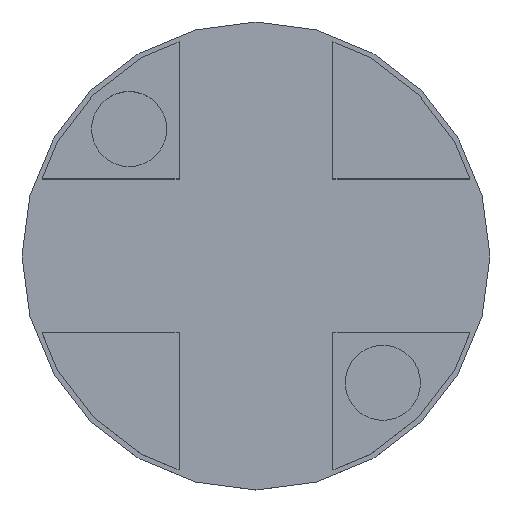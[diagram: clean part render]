
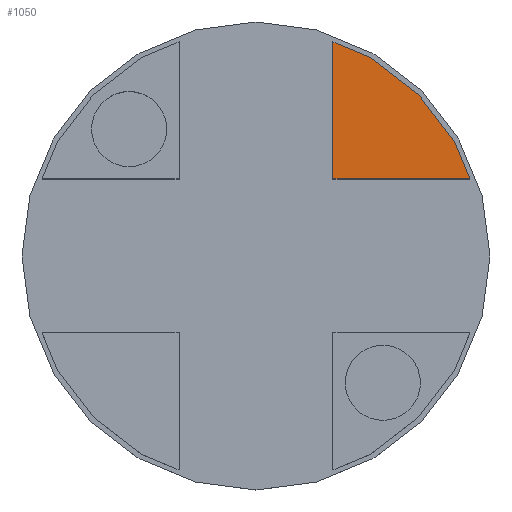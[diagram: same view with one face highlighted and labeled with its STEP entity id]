
A CAD part, top view. The second image highlights one B-rep face of the part: STEP entity #1050.
In plain terms, the highlighted planar face has unit normal (0, 0, 1).
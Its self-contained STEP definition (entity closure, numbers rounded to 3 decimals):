
#30=FACE_OUTER_BOUND('',#88,.T.);
#88=EDGE_LOOP('',(#703,#704,#705,#706,#707,#708));
#149=LINE('',#1457,#295);
#160=LINE('',#1480,#306);
#161=LINE('',#1482,#307);
#162=LINE('',#1484,#308);
#163=LINE('',#1486,#309);
#164=LINE('',#1487,#310);
#295=VECTOR('',#1185,10.);
#306=VECTOR('',#1202,10.);
#307=VECTOR('',#1203,10.);
#308=VECTOR('',#1204,10.);
#309=VECTOR('',#1205,10.);
#310=VECTOR('',#1206,10.);
#441=VERTEX_POINT('',#1455);
#442=VERTEX_POINT('',#1456);
#451=VERTEX_POINT('',#1479);
#452=VERTEX_POINT('',#1481);
#453=VERTEX_POINT('',#1483);
#454=VERTEX_POINT('',#1485);
#541=EDGE_CURVE('',#441,#442,#149,.T.);
#552=EDGE_CURVE('',#442,#451,#160,.T.);
#553=EDGE_CURVE('',#451,#452,#161,.T.);
#554=EDGE_CURVE('',#452,#453,#162,.T.);
#555=EDGE_CURVE('',#453,#454,#163,.T.);
#556=EDGE_CURVE('',#454,#441,#164,.T.);
#703=ORIENTED_EDGE('',*,*,#541,.T.);
#704=ORIENTED_EDGE('',*,*,#552,.T.);
#705=ORIENTED_EDGE('',*,*,#553,.T.);
#706=ORIENTED_EDGE('',*,*,#554,.T.);
#707=ORIENTED_EDGE('',*,*,#555,.T.);
#708=ORIENTED_EDGE('',*,*,#556,.T.);
#994=PLANE('',#1122);
#1050=ADVANCED_FACE('',(#30),#994,.T.);
#1122=AXIS2_PLACEMENT_3D('',#1478,#1200,#1201);
#1185=DIRECTION('',(1.,0.,0.));
#1200=DIRECTION('center_axis',(0.,0.,1.));
#1201=DIRECTION('ref_axis',(1.,0.,0.));
#1202=DIRECTION('',(-0.383,0.924,0.));
#1203=DIRECTION('',(-0.609,0.793,0.));
#1204=DIRECTION('',(-0.793,0.609,0.));
#1205=DIRECTION('',(-0.924,0.383,0.));
#1206=DIRECTION('',(0.,-1.,0.));
#1455=CARTESIAN_POINT('',(6.25,6.25,3.5));
#1456=CARTESIAN_POINT('',(17.371,6.25,3.5));
#1457=CARTESIAN_POINT('',(3.125,6.25,3.5));
#1478=CARTESIAN_POINT('Origin',(0.,0.,
3.5));
#1479=CARTESIAN_POINT('',(16.108,9.3,3.5));
#1480=CARTESIAN_POINT('',(17.966,4.814,3.5));
#1481=CARTESIAN_POINT('',(13.152,13.152,3.5));
#1482=CARTESIAN_POINT('',(16.108,9.3,3.5));
#1483=CARTESIAN_POINT('',(9.3,16.108,3.5));
#1484=CARTESIAN_POINT('',(13.152,13.152,3.5));
#1485=CARTESIAN_POINT('',(6.25,17.371,3.5));
#1486=CARTESIAN_POINT('',(9.3,16.108,3.5));
#1487=CARTESIAN_POINT('',(6.25,8.686,3.5));
